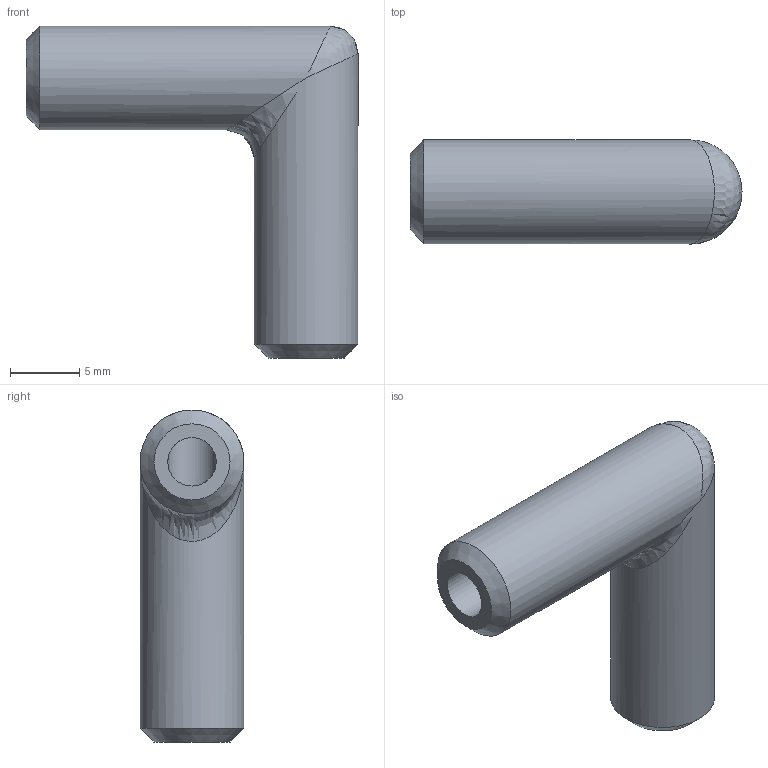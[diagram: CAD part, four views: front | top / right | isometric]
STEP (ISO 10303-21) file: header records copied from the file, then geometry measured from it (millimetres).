
FILE_DESCRIPTION(/* description */ (''),/* implementation_level */ '2;1');
FILE_NAME(/* name */ 'соединитель 2.stp',/* time_stamp */ '2023-02-19T00:44:03+03:00',/* author */ ('Tasya'),/* organization */ (''),/* preprocessor_version */ 'ST-DEVELOPER v18.1',/* originating_system */ 'Autodesk Inventor 2021',/* authorisation */ '');
FILE_SCHEMA (('AUTOMOTIVE_DESIGN { 1 0 10303 214 3 1 1 }'));
Length unit declared in the file: millimetre
Products named in the file (1): соединитель 2
Bounding box: 24 x 7.5 x 24 mm (x, y, z)
Volume: 1377.9 mm3; surface area: 1430.4 mm2
Topology: 1 solids, 1 shells, 10 faces, 31 edges, 19 vertices
Faces by surface type: cylinder 4, bspline 2, plane 2, cone 2
Full cylindrical faces by diameter (mm): 3.5 x2, 7.5 x2
Entity records: 473 total; most frequent: CARTESIAN_POINT 155, DIRECTION 66, ORIENTED_EDGE 54, AXIS2_PLACEMENT_3D 30, EDGE_CURVE 27, VERTEX_POINT 19, CIRCLE 12, EDGE_LOOP 12
